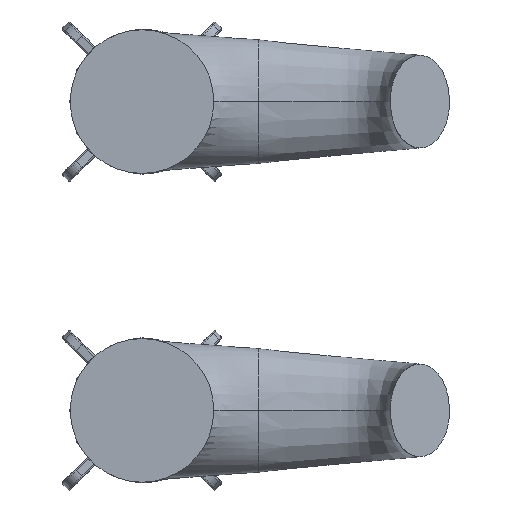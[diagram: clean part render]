
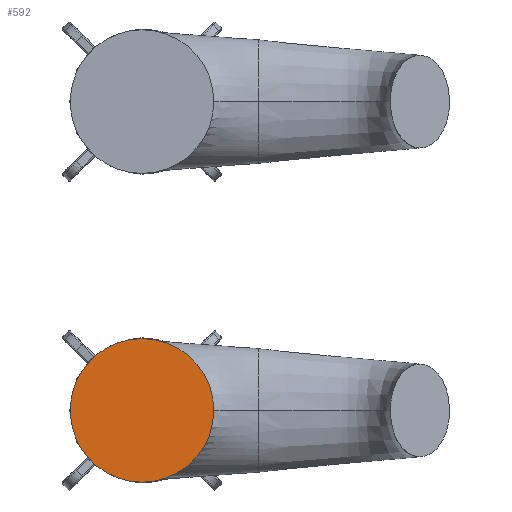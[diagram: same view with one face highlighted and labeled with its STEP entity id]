
A CAD part, front view. The second image highlights one B-rep face of the part: STEP entity #592.
In plain terms, the highlighted planar face has unit normal (0, -1, 0).
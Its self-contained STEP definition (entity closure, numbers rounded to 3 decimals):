
#1=CARTESIAN_POINT('',(40.667,-117.676,-100.002));
#2=DIRECTION('',(0.,-1.,0.));
#3=DIRECTION('',(0.,0.,1.));
#4=AXIS2_PLACEMENT_3D('',#1,#2,#3);
#6=CARTESIAN_POINT('',(40.667,-117.676,-100.002));
#7=DIRECTION('',(0.,-1.,0.));
#8=DIRECTION('',(0.,0.,-1.));
#9=AXIS2_PLACEMENT_3D('',#6,#7,#8);
#553=CARTESIAN_POINT('',(40.667,-117.676,-76.752));
#555=VERTEX_POINT('',#553);
#557=CARTESIAN_POINT('',(40.667,-117.676,-123.252));
#559=VERTEX_POINT('',#557);
#581=CARTESIAN_POINT('',(40.667,-117.676,-123.252));
#582=DIRECTION('',(0.,-1.,0.));
#583=DIRECTION('',(0.,0.,-1.));
#584=AXIS2_PLACEMENT_3D('',#581,#582,#583);
#585=PLANE('',#584);
#587=ORIENTED_EDGE('',*,*,#586,.F.);
#589=ORIENTED_EDGE('',*,*,#588,.F.);
#590=EDGE_LOOP('',(#587,#589));
#591=FACE_OUTER_BOUND('',#590,.F.);
#592=ADVANCED_FACE('',(#591),#585,.T.);
#5=CIRCLE('',#4,23.25);
#10=CIRCLE('',#9,23.25);
#586=EDGE_CURVE('',#555,#559,#5,.T.);
#588=EDGE_CURVE('',#559,#555,#10,.T.);
